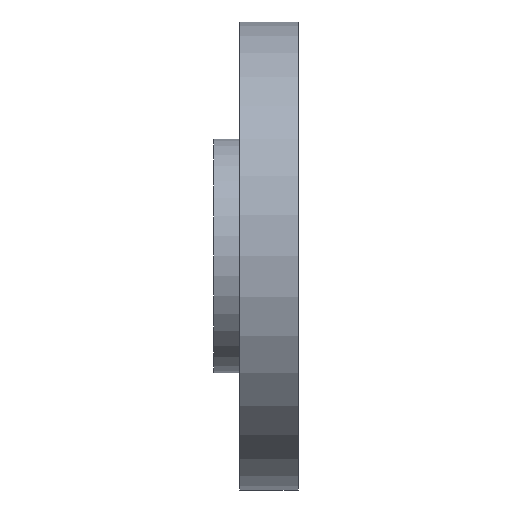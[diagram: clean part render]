
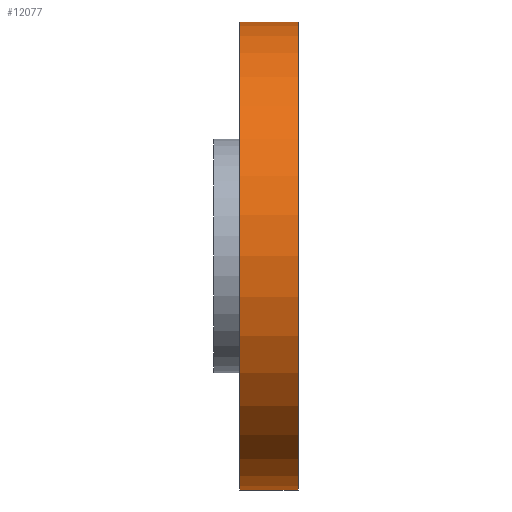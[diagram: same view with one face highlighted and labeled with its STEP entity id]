
A CAD part, left-side view. The second image highlights one B-rep face of the part: STEP entity #12077.
In plain terms, the highlighted cylindrical face has radius 12.696 mm (diameter 25.392 mm), a partial arc.
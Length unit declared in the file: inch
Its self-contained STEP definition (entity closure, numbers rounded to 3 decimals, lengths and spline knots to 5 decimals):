
#57 = CARTESIAN_POINT ( 'NONE',  ( 0., 0.125, 0.49985 ) ) ;
#494 = VECTOR ( 'NONE', #6144, 39.37008 ) ;
#754 = CARTESIAN_POINT ( 'NONE',  ( 0., 0., 0.49985 ) ) ;
#1727 = VERTEX_POINT ( 'NONE', #4561 ) ;
#1922 = EDGE_CURVE ( 'NONE', #1727, #8652, #4682, .T. ) ;
#1941 = CARTESIAN_POINT ( 'NONE',  ( 0., 0.125, 0. ) ) ;
#2129 = ORIENTED_EDGE ( 'NONE', *, *, #8668, .T. ) ;
#2521 = DIRECTION ( 'NONE',  ( 0., 1., 0. ) ) ;
#2852 = CARTESIAN_POINT ( 'NONE',  ( 0., 0.125, -0.49985 ) ) ;
#2973 = VERTEX_POINT ( 'NONE', #12191 ) ;
#3770 = ORIENTED_EDGE ( 'NONE', *, *, #1922, .F. ) ;
#4061 = DIRECTION ( 'NONE',  ( 0., -1., 0. ) ) ;
#4273 = FACE_OUTER_BOUND ( 'NONE', #13158, .T. ) ;
#4561 = CARTESIAN_POINT ( 'NONE',  ( 0., 0.125, -0.49985 ) ) ;
#4682 = CIRCLE ( 'NONE', #6403, 0.49985 ) ;
#5290 = DIRECTION ( 'NONE',  ( 0., 1., 0. ) ) ;
#5557 = CYLINDRICAL_SURFACE ( 'NONE', #6164, 0.49985 ) ;
#5796 = EDGE_CURVE ( 'NONE', #2973, #6213, #15219, .T. ) ;
#6144 = DIRECTION ( 'NONE',  ( 0., -1., 0. ) ) ;
#6164 = AXIS2_PLACEMENT_3D ( 'NONE', #1941, #11479, #13847 ) ;
#6213 = VERTEX_POINT ( 'NONE', #754 ) ;
#6370 = CARTESIAN_POINT ( 'NONE',  ( 0., 0.125, 0.49985 ) ) ;
#6403 = AXIS2_PLACEMENT_3D ( 'NONE', #13238, #2521, #10689 ) ;
#6564 = ORIENTED_EDGE ( 'NONE', *, *, #5796, .T. ) ;
#8652 = VERTEX_POINT ( 'NONE', #6370 ) ;
#8668 = EDGE_CURVE ( 'NONE', #1727, #2973, #10698, .T. ) ;
#10244 = CARTESIAN_POINT ( 'NONE',  ( 0., 0., 0. ) ) ;
#10689 = DIRECTION ( 'NONE',  ( 0., 0., 1. ) ) ;
#10698 = LINE ( 'NONE', #2852, #12949 ) ;
#11479 = DIRECTION ( 'NONE',  ( 0., -1., 0. ) ) ;
#12048 = LINE ( 'NONE', #57, #494 ) ;
#12077 = ADVANCED_FACE ( 'NONE', ( #4273 ), #5557, .T. ) ;
#12191 = CARTESIAN_POINT ( 'NONE',  ( 0., 0., -0.49985 ) ) ;
#12323 = ORIENTED_EDGE ( 'NONE', *, *, #13205, .F. ) ;
#12949 = VECTOR ( 'NONE', #4061, 39.37008 ) ;
#13158 = EDGE_LOOP ( 'NONE', ( #12323, #3770, #2129, #6564 ) ) ;
#13164 = AXIS2_PLACEMENT_3D ( 'NONE', #10244, #5290, #14912 ) ;
#13205 = EDGE_CURVE ( 'NONE', #8652, #6213, #12048, .T. ) ;
#13238 = CARTESIAN_POINT ( 'NONE',  ( 0., 0.125, 0. ) ) ;
#13847 = DIRECTION ( 'NONE',  ( 0., 0., -1. ) ) ;
#14912 = DIRECTION ( 'NONE',  ( 0., 0., 1. ) ) ;
#15219 = CIRCLE ( 'NONE', #13164, 0.49985 ) ;
